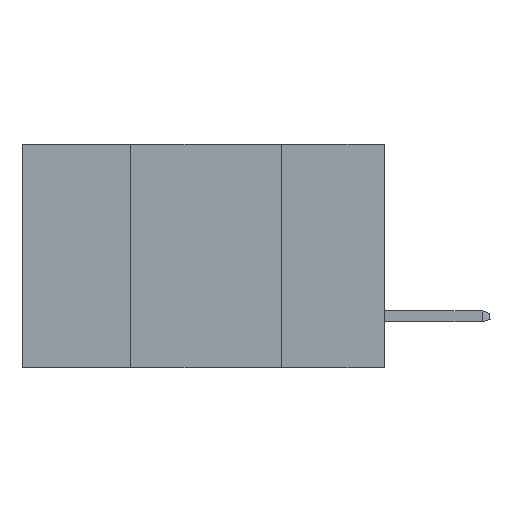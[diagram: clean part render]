
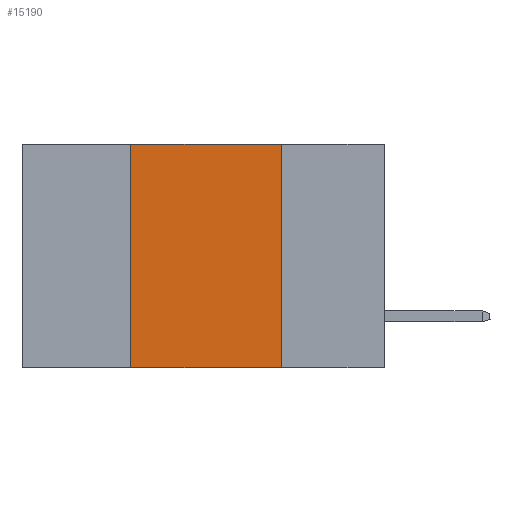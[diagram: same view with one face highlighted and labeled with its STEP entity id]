
A CAD part, left-side view. The second image highlights one B-rep face of the part: STEP entity #15190.
In plain terms, the highlighted planar face has unit normal (-1, 0, 0).
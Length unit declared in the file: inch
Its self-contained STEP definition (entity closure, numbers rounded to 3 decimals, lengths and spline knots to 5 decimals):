
#534 = CARTESIAN_POINT ( 'NONE',  ( 0., 0.42, 0. ) ) ;
#616 = CARTESIAN_POINT ( 'NONE',  ( 0., 0.6, 0. ) ) ;
#787 = CARTESIAN_POINT ( 'NONE',  ( 0., 0.42, -0.37 ) ) ;
#2427 = ORIENTED_EDGE ( 'NONE', *, *, #10602, .F. ) ;
#4652 = DIRECTION ( 'NONE',  ( 0., -1., 0. ) ) ;
#5180 = VECTOR ( 'NONE', #8512, 39.37008 ) ;
#5260 = CARTESIAN_POINT ( 'NONE',  ( 0., 0.17, 0. ) ) ;
#6195 = VECTOR ( 'NONE', #16045, 39.37008 ) ;
#8035 = AXIS2_PLACEMENT_3D ( 'NONE', #10195, #14201, #20884 ) ;
#8512 = DIRECTION ( 'NONE',  ( 0., 0., -1. ) ) ;
#9633 = VERTEX_POINT ( 'NONE', #787 ) ;
#10123 = PLANE ( 'NONE',  #8035 ) ;
#10195 = CARTESIAN_POINT ( 'NONE',  ( 0., 0.6, 0. ) ) ;
#10602 = EDGE_CURVE ( 'NONE', #11773, #17356, #11356, .T. ) ;
#11074 = DIRECTION ( 'NONE',  ( 0., -1., 0. ) ) ;
#11356 = LINE ( 'NONE', #11903, #5180 ) ;
#11773 = VERTEX_POINT ( 'NONE', #5260 ) ;
#11903 = CARTESIAN_POINT ( 'NONE',  ( 0., 0.17, 0. ) ) ;
#12386 = VERTEX_POINT ( 'NONE', #12505 ) ;
#12505 = CARTESIAN_POINT ( 'NONE',  ( 0., 0.42, 0. ) ) ;
#12937 = EDGE_CURVE ( 'NONE', #9633, #17356, #17313, .T. ) ;
#14201 = DIRECTION ( 'NONE',  ( 1., 0., 0. ) ) ;
#15190 = ADVANCED_FACE ( 'NONE', ( #18808 ), #10123, .F. ) ;
#15456 = EDGE_CURVE ( 'NONE', #9633, #12386, #19306, .T. ) ;
#16045 = DIRECTION ( 'NONE',  ( 0., 0., 1. ) ) ;
#16247 = VECTOR ( 'NONE', #4652, 39.37008 ) ;
#16523 = CARTESIAN_POINT ( 'NONE',  ( 0., 0.17, -0.37 ) ) ;
#16624 = CARTESIAN_POINT ( 'NONE',  ( 0., 0.6, -0.37 ) ) ;
#17192 = ORIENTED_EDGE ( 'NONE', *, *, #15456, .F. ) ;
#17313 = LINE ( 'NONE', #16624, #16247 ) ;
#17356 = VERTEX_POINT ( 'NONE', #16523 ) ;
#18681 = VECTOR ( 'NONE', #11074, 39.37008 ) ;
#18808 = FACE_OUTER_BOUND ( 'NONE', #21410, .T. ) ;
#18932 = LINE ( 'NONE', #616, #18681 ) ;
#19306 = LINE ( 'NONE', #534, #6195 ) ;
#20884 = DIRECTION ( 'NONE',  ( 0., 0., -1. ) ) ;
#21410 = EDGE_LOOP ( 'NONE', ( #2427, #21851, #17192, #21782 ) ) ;
#21782 = ORIENTED_EDGE ( 'NONE', *, *, #12937, .T. ) ;
#21851 = ORIENTED_EDGE ( 'NONE', *, *, #21988, .F. ) ;
#21988 = EDGE_CURVE ( 'NONE', #12386, #11773, #18932, .T. ) ;
